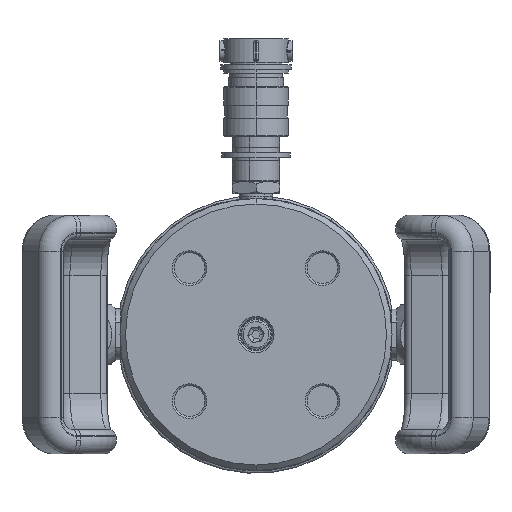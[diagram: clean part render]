
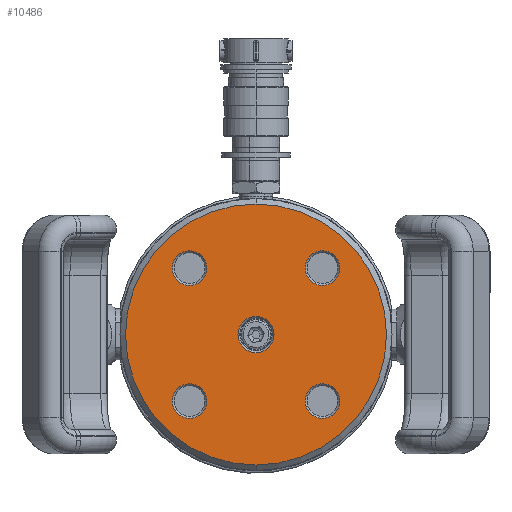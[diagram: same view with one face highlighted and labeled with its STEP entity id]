
A CAD part, front view. The second image highlights one B-rep face of the part: STEP entity #10486.
In plain terms, the highlighted planar face has unit normal (0, -1, 0).
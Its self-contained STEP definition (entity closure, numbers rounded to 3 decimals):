
#375 = DIRECTION ( 'NONE',  ( 1., 0., 0. ) ) ;
#816 = VERTEX_POINT ( 'NONE', #15478 ) ;
#939 = DIRECTION ( 'NONE',  ( 0., 1., 0. ) ) ;
#1344 = EDGE_CURVE ( 'NONE', #32418, #12546, #40508, .T. ) ;
#1442 = DIRECTION ( 'NONE',  ( 0., 1., 0. ) ) ;
#1521 = CARTESIAN_POINT ( 'NONE',  ( -35.921, 0., 35.921 ) ) ;
#1774 = CARTESIAN_POINT ( 'NONE',  ( -35.921, 0., -35.921 ) ) ;
#2854 = CARTESIAN_POINT ( 'NONE',  ( 0., 0., 0. ) ) ;
#3023 = DIRECTION ( 'NONE',  ( 0., 1., 0. ) ) ;
#4005 = ORIENTED_EDGE ( 'NONE', *, *, #4007, .T. ) ;
#4007 = EDGE_CURVE ( 'NONE', #22482, #35456, #12280, .T. ) ;
#4643 = FACE_BOUND ( 'NONE', #40354, .T. ) ;
#5472 = CARTESIAN_POINT ( 'NONE',  ( 35.921, 0., 35.921 ) ) ;
#5623 = CARTESIAN_POINT ( 'NONE',  ( 0., 0., 0. ) ) ;
#5702 = DIRECTION ( 'NONE',  ( 0., 0., 1. ) ) ;
#6406 = CIRCLE ( 'NONE', #25286, 9.334 ) ;
#7174 = ORIENTED_EDGE ( 'NONE', *, *, #43600, .T. ) ;
#7939 = CARTESIAN_POINT ( 'NONE',  ( -35.921, 0., -26.587 ) ) ;
#9063 = AXIS2_PLACEMENT_3D ( 'NONE', #1521, #39989, #5702 ) ;
#9118 = DIRECTION ( 'NONE',  ( 0., -1., 0. ) ) ;
#9638 = EDGE_LOOP ( 'NONE', ( #12451, #7174 ) ) ;
#10408 = CIRCLE ( 'NONE', #31185, 9.334 ) ;
#10486 = ADVANCED_FACE ( 'NONE', ( #26222, #25007, #22599, #14807, #4643, #29808 ), #16055, .F. ) ;
#11217 = EDGE_CURVE ( 'NONE', #12546, #32418, #16517, .T. ) ;
#11645 = AXIS2_PLACEMENT_3D ( 'NONE', #5623, #21158, #47919 ) ;
#11647 = AXIS2_PLACEMENT_3D ( 'NONE', #2854, #29619, #25611 ) ;
#11682 = ORIENTED_EDGE ( 'NONE', *, *, #29728, .T. ) ;
#11903 = DIRECTION ( 'NONE',  ( 0., 1., 0. ) ) ;
#12063 = AXIS2_PLACEMENT_3D ( 'NONE', #1774, #20349, #47418 ) ;
#12280 = CIRCLE ( 'NONE', #16288, 9.334 ) ;
#12451 = ORIENTED_EDGE ( 'NONE', *, *, #14223, .T. ) ;
#12546 = VERTEX_POINT ( 'NONE', #13820 ) ;
#12609 = DIRECTION ( 'NONE',  ( 0., 0., 1. ) ) ;
#12947 = ORIENTED_EDGE ( 'NONE', *, *, #41822, .T. ) ;
#12991 = AXIS2_PLACEMENT_3D ( 'NONE', #19607, #11903, #375 ) ;
#13126 = DIRECTION ( 'NONE',  ( 0., 1., 0. ) ) ;
#13820 = CARTESIAN_POINT ( 'NONE',  ( -35.921, 0., -45.255 ) ) ;
#14223 = EDGE_CURVE ( 'NONE', #35226, #15431, #17392, .T. ) ;
#14366 = DIRECTION ( 'NONE',  ( 0., 0., 1. ) ) ;
#14807 = FACE_BOUND ( 'NONE', #47824, .T. ) ;
#15327 = ORIENTED_EDGE ( 'NONE', *, *, #43544, .T. ) ;
#15431 = VERTEX_POINT ( 'NONE', #34296 ) ;
#15478 = CARTESIAN_POINT ( 'NONE',  ( -35.921, 0., 26.587 ) ) ;
#15556 = AXIS2_PLACEMENT_3D ( 'NONE', #25610, #3023, #14366 ) ;
#16055 = PLANE ( 'NONE',  #12991 ) ;
#16288 = AXIS2_PLACEMENT_3D ( 'NONE', #5472, #13126, #32763 ) ;
#16517 = CIRCLE ( 'NONE', #12063, 9.334 ) ;
#16627 = VERTEX_POINT ( 'NONE', #17200 ) ;
#17200 = CARTESIAN_POINT ( 'NONE',  ( 35.921, 0., -26.587 ) ) ;
#17392 = CIRCLE ( 'NONE', #11645, 9.75 ) ;
#18041 = CIRCLE ( 'NONE', #9063, 9.334 ) ;
#18581 = AXIS2_PLACEMENT_3D ( 'NONE', #32748, #9118, #28710 ) ;
#18873 = EDGE_LOOP ( 'NONE', ( #12947, #27104 ) ) ;
#19309 = CARTESIAN_POINT ( 'NONE',  ( 35.921, 0., -35.921 ) ) ;
#19607 = CARTESIAN_POINT ( 'NONE',  ( -8.75, 0., 0. ) ) ;
#20199 = DIRECTION ( 'NONE',  ( 0., 0., 1. ) ) ;
#20349 = DIRECTION ( 'NONE',  ( 0., 1., 0. ) ) ;
#21158 = DIRECTION ( 'NONE',  ( 0., 1., 0. ) ) ;
#21619 = CIRCLE ( 'NONE', #11647, 9.75 ) ;
#22482 = VERTEX_POINT ( 'NONE', #35244 ) ;
#22599 = FACE_BOUND ( 'NONE', #29977, .T. ) ;
#23023 = ORIENTED_EDGE ( 'NONE', *, *, #11217, .T. ) ;
#23668 = CARTESIAN_POINT ( 'NONE',  ( 0., 0., 70.5 ) ) ;
#23704 = EDGE_LOOP ( 'NONE', ( #31030, #25070 ) ) ;
#24300 = DIRECTION ( 'NONE',  ( 0., 0., 1. ) ) ;
#24463 = CIRCLE ( 'NONE', #18581, 70.5 ) ;
#25007 = FACE_BOUND ( 'NONE', #18873, .T. ) ;
#25070 = ORIENTED_EDGE ( 'NONE', *, *, #26149, .T. ) ;
#25286 = AXIS2_PLACEMENT_3D ( 'NONE', #19309, #46062, #42072 ) ;
#25600 = EDGE_CURVE ( 'NONE', #35456, #22482, #44962, .T. ) ;
#25610 = CARTESIAN_POINT ( 'NONE',  ( -35.921, 0., -35.921 ) ) ;
#25611 = DIRECTION ( 'NONE',  ( 0., 0., 1. ) ) ;
#26149 = EDGE_CURVE ( 'NONE', #32736, #35947, #30624, .T. ) ;
#26222 = FACE_OUTER_BOUND ( 'NONE', #23704, .T. ) ;
#26882 = CARTESIAN_POINT ( 'NONE',  ( -35.921, 0., 45.255 ) ) ;
#27104 = ORIENTED_EDGE ( 'NONE', *, *, #29396, .T. ) ;
#27992 = CARTESIAN_POINT ( 'NONE',  ( 0., 0., 0. ) ) ;
#28368 = AXIS2_PLACEMENT_3D ( 'NONE', #31753, #939, #43089 ) ;
#28710 = DIRECTION ( 'NONE',  ( 0., 0., 1. ) ) ;
#28880 = DIRECTION ( 'NONE',  ( 0., 1., 0. ) ) ;
#29383 = VERTEX_POINT ( 'NONE', #26882 ) ;
#29396 = EDGE_CURVE ( 'NONE', #16627, #36409, #6406, .T. ) ;
#29619 = DIRECTION ( 'NONE',  ( 0., 1., 0. ) ) ;
#29728 = EDGE_CURVE ( 'NONE', #816, #29383, #41094, .T. ) ;
#29808 = FACE_BOUND ( 'NONE', #9638, .T. ) ;
#29977 = EDGE_LOOP ( 'NONE', ( #23023, #38208 ) ) ;
#30624 = CIRCLE ( 'NONE', #41845, 70.5 ) ;
#31030 = ORIENTED_EDGE ( 'NONE', *, *, #47631, .T. ) ;
#31185 = AXIS2_PLACEMENT_3D ( 'NONE', #40396, #28880, #12609 ) ;
#31753 = CARTESIAN_POINT ( 'NONE',  ( 35.921, 0., 35.921 ) ) ;
#32418 = VERTEX_POINT ( 'NONE', #7939 ) ;
#32736 = VERTEX_POINT ( 'NONE', #37500 ) ;
#32748 = CARTESIAN_POINT ( 'NONE',  ( 0., 0., 0. ) ) ;
#32763 = DIRECTION ( 'NONE',  ( 0., 0., 1. ) ) ;
#32799 = CARTESIAN_POINT ( 'NONE',  ( 35.921, 0., 45.255 ) ) ;
#34296 = CARTESIAN_POINT ( 'NONE',  ( 0., 0., 9.75 ) ) ;
#35226 = VERTEX_POINT ( 'NONE', #39466 ) ;
#35244 = CARTESIAN_POINT ( 'NONE',  ( 35.921, 0., 26.587 ) ) ;
#35456 = VERTEX_POINT ( 'NONE', #32799 ) ;
#35947 = VERTEX_POINT ( 'NONE', #23668 ) ;
#36409 = VERTEX_POINT ( 'NONE', #37924 ) ;
#37500 = CARTESIAN_POINT ( 'NONE',  ( 0., 0., -70.5 ) ) ;
#37924 = CARTESIAN_POINT ( 'NONE',  ( 35.921, 0., -45.255 ) ) ;
#38208 = ORIENTED_EDGE ( 'NONE', *, *, #1344, .T. ) ;
#39466 = CARTESIAN_POINT ( 'NONE',  ( 0., 0., -9.75 ) ) ;
#39497 = DIRECTION ( 'NONE',  ( 0., -1., 0. ) ) ;
#39744 = CARTESIAN_POINT ( 'NONE',  ( -35.921, 0., 35.921 ) ) ;
#39989 = DIRECTION ( 'NONE',  ( 0., 1., 0. ) ) ;
#40225 = ORIENTED_EDGE ( 'NONE', *, *, #25600, .T. ) ;
#40354 = EDGE_LOOP ( 'NONE', ( #4005, #40225 ) ) ;
#40396 = CARTESIAN_POINT ( 'NONE',  ( 35.921, 0., -35.921 ) ) ;
#40508 = CIRCLE ( 'NONE', #15556, 9.334 ) ;
#41094 = CIRCLE ( 'NONE', #47371, 9.334 ) ;
#41822 = EDGE_CURVE ( 'NONE', #36409, #16627, #10408, .T. ) ;
#41845 = AXIS2_PLACEMENT_3D ( 'NONE', #27992, #39497, #24300 ) ;
#42072 = DIRECTION ( 'NONE',  ( 0., 0., 1. ) ) ;
#43089 = DIRECTION ( 'NONE',  ( 0., 0., 1. ) ) ;
#43544 = EDGE_CURVE ( 'NONE', #29383, #816, #18041, .T. ) ;
#43600 = EDGE_CURVE ( 'NONE', #15431, #35226, #21619, .T. ) ;
#44962 = CIRCLE ( 'NONE', #28368, 9.334 ) ;
#46062 = DIRECTION ( 'NONE',  ( 0., 1., 0. ) ) ;
#47371 = AXIS2_PLACEMENT_3D ( 'NONE', #39744, #1442, #20199 ) ;
#47418 = DIRECTION ( 'NONE',  ( 0., 0., 1. ) ) ;
#47631 = EDGE_CURVE ( 'NONE', #35947, #32736, #24463, .T. ) ;
#47824 = EDGE_LOOP ( 'NONE', ( #11682, #15327 ) ) ;
#47919 = DIRECTION ( 'NONE',  ( 0., 0., 1. ) ) ;
